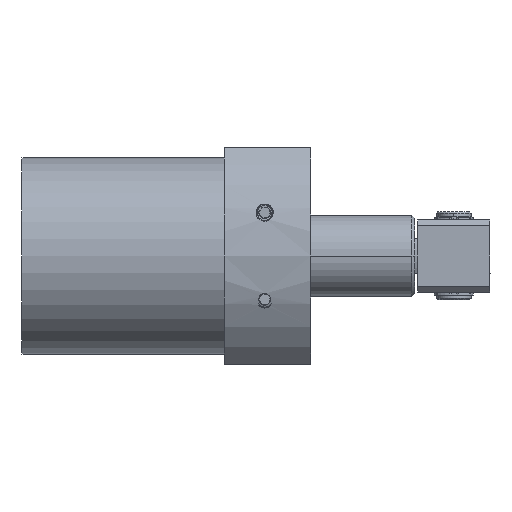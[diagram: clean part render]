
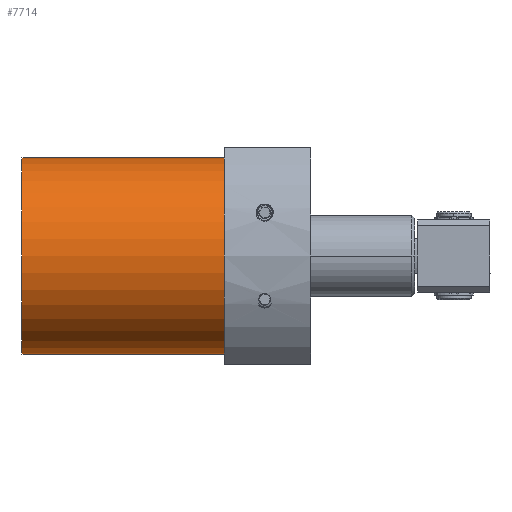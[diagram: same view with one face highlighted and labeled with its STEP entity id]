
A CAD part, front view. The second image highlights one B-rep face of the part: STEP entity #7714.
In plain terms, the highlighted cylindrical face has radius 34 mm (diameter 68 mm), a partial arc.
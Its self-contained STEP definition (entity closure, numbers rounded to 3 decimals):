
#208 = LINE ( 'NONE', #8376, #1621 ) ;
#277 = EDGE_CURVE ( 'NONE', #2398, #3382, #208, .T. ) ;
#439 = CARTESIAN_POINT ( 'NONE',  ( 0., 0., -34. ) ) ;
#698 = ORIENTED_EDGE ( 'NONE', *, *, #4289, .T. ) ;
#1060 = DIRECTION ( 'NONE',  ( 1., 0., 0. ) ) ;
#1388 = EDGE_LOOP ( 'NONE', ( #5738, #5793, #698, #6032 ) ) ;
#1621 = VECTOR ( 'NONE', #2314, 1000. ) ;
#1902 = DIRECTION ( 'NONE',  ( -1., 0., 0. ) ) ;
#2045 = CARTESIAN_POINT ( 'NONE',  ( 70., 0., 0. ) ) ;
#2314 = DIRECTION ( 'NONE',  ( 1., 0., 0. ) ) ;
#2398 = VERTEX_POINT ( 'NONE', #4878 ) ;
#2575 = FACE_OUTER_BOUND ( 'NONE', #1388, .T. ) ;
#2639 = CARTESIAN_POINT ( 'NONE',  ( 0., 0., 0. ) ) ;
#2880 = DIRECTION ( 'NONE',  ( 0., 0., -1. ) ) ;
#3345 = VERTEX_POINT ( 'NONE', #5606 ) ;
#3382 = VERTEX_POINT ( 'NONE', #4991 ) ;
#3594 = AXIS2_PLACEMENT_3D ( 'NONE', #4043, #1060, #3991 ) ;
#3611 = AXIS2_PLACEMENT_3D ( 'NONE', #2045, #4357, #2880 ) ;
#3946 = VECTOR ( 'NONE', #8702, 1000. ) ;
#3962 = EDGE_CURVE ( 'NONE', #3382, #3345, #6066, .T. ) ;
#3976 = VERTEX_POINT ( 'NONE', #5159 ) ;
#3991 = DIRECTION ( 'NONE',  ( 0., 0., -1. ) ) ;
#4043 = CARTESIAN_POINT ( 'NONE',  ( 0., 0., 0. ) ) ;
#4252 = EDGE_CURVE ( 'NONE', #3976, #2398, #8300, .T. ) ;
#4289 = EDGE_CURVE ( 'NONE', #3976, #3345, #4893, .T. ) ;
#4357 = DIRECTION ( 'NONE',  ( 1., 0., 0. ) ) ;
#4878 = CARTESIAN_POINT ( 'NONE',  ( 0., 0., 34. ) ) ;
#4893 = LINE ( 'NONE', #439, #3946 ) ;
#4991 = CARTESIAN_POINT ( 'NONE',  ( 70., 0., 34. ) ) ;
#5159 = CARTESIAN_POINT ( 'NONE',  ( 0., 0., -34. ) ) ;
#5606 = CARTESIAN_POINT ( 'NONE',  ( 70., 0., -34. ) ) ;
#5717 = DIRECTION ( 'NONE',  ( 0., 0., -1. ) ) ;
#5738 = ORIENTED_EDGE ( 'NONE', *, *, #277, .F. ) ;
#5793 = ORIENTED_EDGE ( 'NONE', *, *, #4252, .F. ) ;
#6032 = ORIENTED_EDGE ( 'NONE', *, *, #3962, .F. ) ;
#6066 = CIRCLE ( 'NONE', #3611, 34. ) ;
#7714 = ADVANCED_FACE ( 'NONE', ( #2575 ), #8827, .T. ) ;
#8300 = CIRCLE ( 'NONE', #9492, 34. ) ;
#8376 = CARTESIAN_POINT ( 'NONE',  ( 0., 0., 34. ) ) ;
#8702 = DIRECTION ( 'NONE',  ( 1., 0., 0. ) ) ;
#8827 = CYLINDRICAL_SURFACE ( 'NONE', #3594, 34. ) ;
#9492 = AXIS2_PLACEMENT_3D ( 'NONE', #2639, #1902, #5717 ) ;
